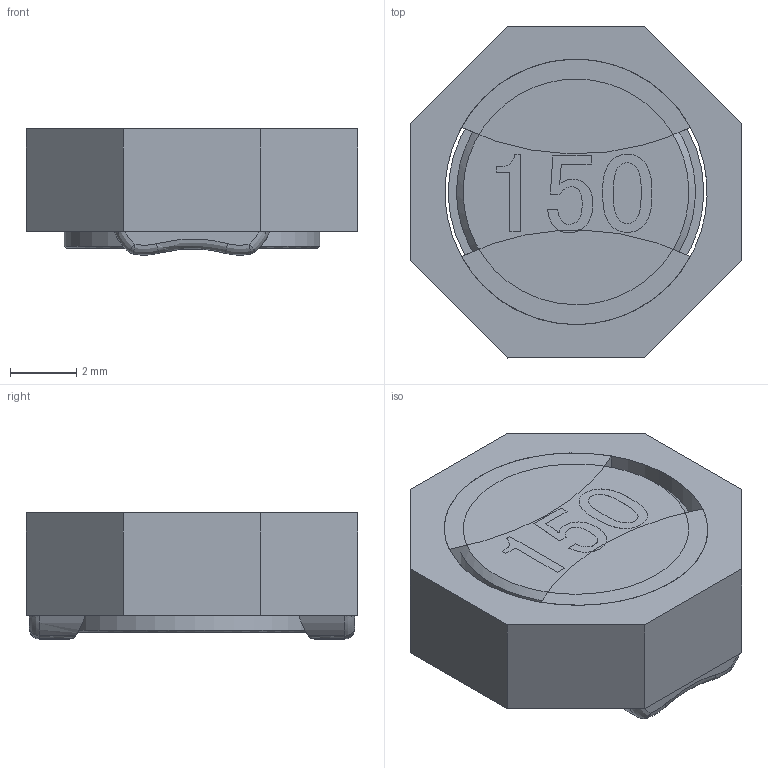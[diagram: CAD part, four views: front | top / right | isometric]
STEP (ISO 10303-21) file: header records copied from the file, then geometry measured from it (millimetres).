
FILE_DESCRIPTION( ('This file contains a STEP AP42 implementation' ,'as created by ZW3D STEP Interface translator.') ,'2;1' );
FILE_NAME( 'ASU1038-F.stp' ,'14 318. 9 322', (''), ('ZWCAD Software Co.'), 'Version 1.0', 'ZW3D to STEP translator', '' );
FILE_SCHEMA( ('CONFIG_CONTROL_DESIGN') );
Length unit declared in the file: millimetre
Products named in the file (1): 0
Bounding box: 10 x 10 x 3.81 mm (x, y, z)
Volume: 247 mm3; surface area: 765.8 mm2
Topology: 10 solids, 10 shells, 193 faces, 465 edges, 299 vertices
Faces by surface type: bspline 193
Entity records: 55796 total; most frequent: CARTESIAN_POINT 52950, ORIENTED_EDGE 930, EDGE_CURVE 465, B_SPLINE_CURVE_WITH_KNOTS 388, VERTEX_POINT 299, EDGE_LOOP 202, FACE_OUTER_BOUND 193, ADVANCED_FACE 193
